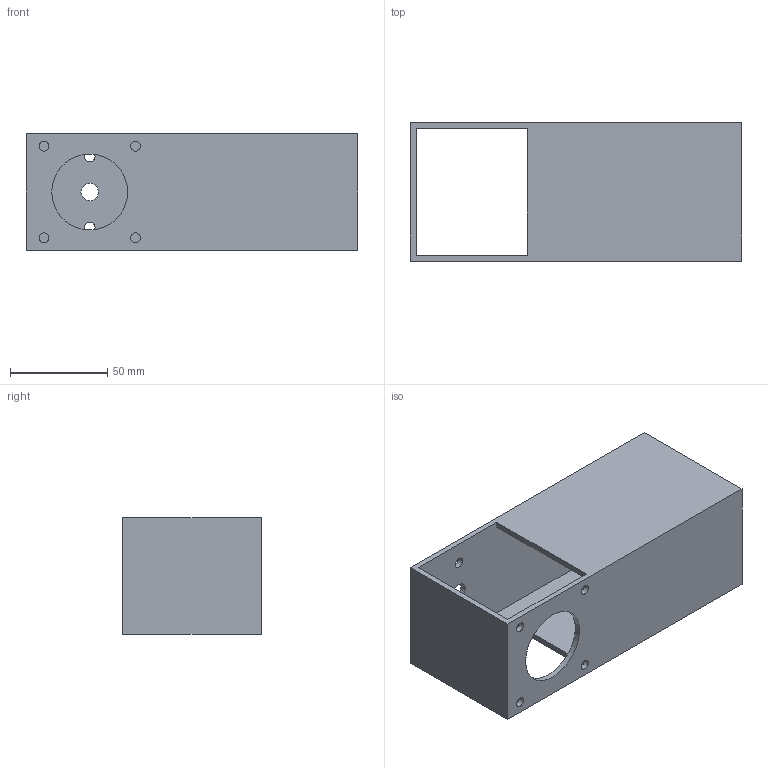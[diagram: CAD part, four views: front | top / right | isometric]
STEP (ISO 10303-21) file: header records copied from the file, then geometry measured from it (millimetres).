
FILE_DESCRIPTION(/* description */ (''),/* implementation_level */ '2;1');
FILE_NAME(/* name */ 'Motor_box.step',/* time_stamp */ '2024-03-31T00:12:01+05:30',/* author */ (''),/* organization */ (''),/* preprocessor_version */ 'ST-DEVELOPER v20',/* originating_system */ 'Autodesk Translation Framework v12.20.1.177',/* authorisation */ '');
FILE_SCHEMA (('AUTOMOTIVE_DESIGN { 1 0 10303 214 3 1 1 }'));
Length unit declared in the file: millimetre
Products named in the file (1): Motor_box
Bounding box: 170 x 71 x 60 mm (x, y, z)
Volume: 111647.2 mm3; surface area: 77426 mm2
Topology: 1 solids, 1 shells, 21 faces, 60 edges, 40 vertices
Faces by surface type: plane 13, cylinder 8
Full cylindrical faces by diameter (mm): 5 x4, 5.5 x2, 9 x1, 39 x1
Entity records: 763 total; most frequent: CARTESIAN_POINT 122, ORIENTED_EDGE 120, DIRECTION 120, EDGE_CURVE 60, LINE 44, VECTOR 44, EDGE_LOOP 40, VERTEX_POINT 40
